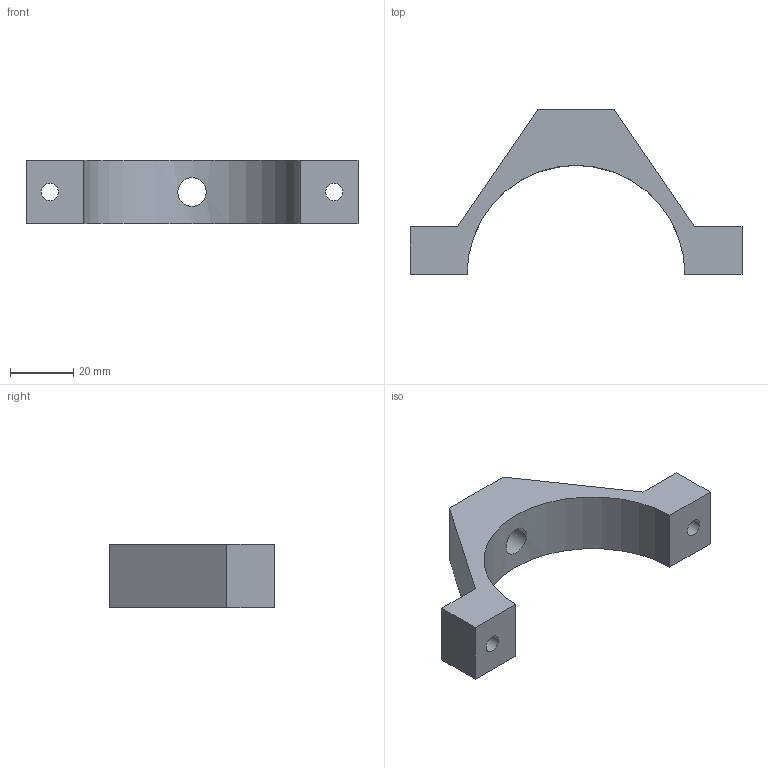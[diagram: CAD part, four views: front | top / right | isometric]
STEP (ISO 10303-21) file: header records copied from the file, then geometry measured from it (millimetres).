
FILE_DESCRIPTION (( 'STEP AP214' ), '1' );
FILE_NAME ('Anneau levage Part1.STEP', '2020-03-10T13:16:54', ( '' ), ( '' ), 'SwSTEP 2.0', 'SolidWorks 2012', '' );
FILE_SCHEMA (( 'AUTOMOTIVE_DESIGN' ));
Length unit declared in the file: millimetre
Products named in the file (1): Anneau levage Part1
Bounding box: 104.8 x 52 x 20 mm (x, y, z)
Volume: 28983.4 mm3; surface area: 10236.2 mm2
Topology: 1 solids, 1 shells, 15 faces, 41 edges, 28 vertices
Faces by surface type: plane 11, cylinder 4
Full cylindrical faces by diameter (mm): 5.5 x2, 9 x1
Entity records: 554 total; most frequent: CARTESIAN_POINT 143, DIRECTION 74, ORIENTED_EDGE 72, EDGE_CURVE 36, VECTOR 28, LINE 28, VERTEX_POINT 26, EDGE_LOOP 24
